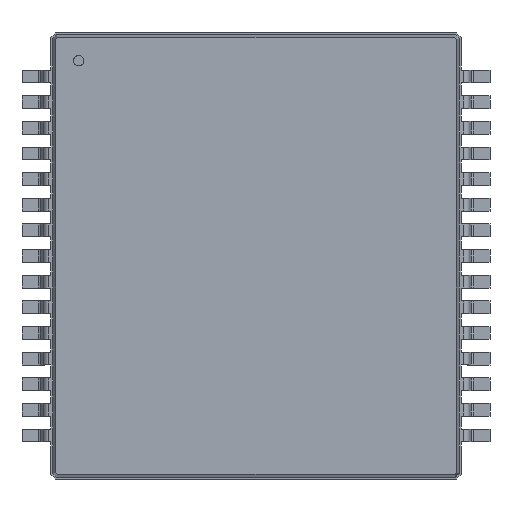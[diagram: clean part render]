
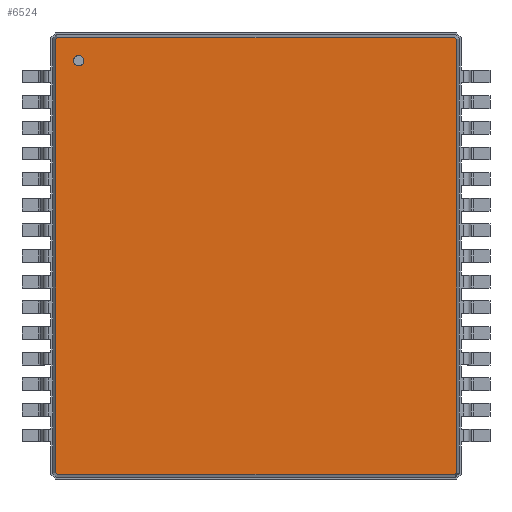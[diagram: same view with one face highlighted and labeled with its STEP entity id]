
A CAD part, top view. The second image highlights one B-rep face of the part: STEP entity #6524.
In plain terms, the highlighted planar face has unit normal (0, 0, 1).
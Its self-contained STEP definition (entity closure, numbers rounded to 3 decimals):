
#27=VECTOR('',#28,1.);
#28=DIRECTION('',(1.,0.,0.));
#51=VECTOR('',#52,1.);
#52=DIRECTION('',(0.707,-0.707,0.));
#58=VECTOR('',#59,1.);
#59=DIRECTION('',(0.,-1.,0.));
#65=VECTOR('',#66,1.);
#66=DIRECTION('',(-0.707,-0.707,0.));
#72=VECTOR('',#73,1.);
#73=DIRECTION('',(-1.,0.,0.));
#79=VECTOR('',#80,1.);
#80=DIRECTION('',(-0.707,0.707,0.));
#86=VECTOR('',#87,1.);
#87=DIRECTION('',(0.,1.,0.));
#91=VECTOR('',#92,1.);
#92=DIRECTION('',(0.707,0.707,0.));
#1792=DIRECTION('',(0.,0.,-1.));
#1915=VERTEX_POINT('',#1916);
#1916=CARTESIAN_POINT('',(-7.814,8.432,1.6));
#1919=EDGE_CURVE('',#1920,#1915,#1922,.T.);
#1920=VERTEX_POINT('',#1921);
#1921=CARTESIAN_POINT('',(-7.814,-8.432,1.6));
#1922=LINE('',#1921,#86);
#1933=VERTEX_POINT('',#1934);
#1934=CARTESIAN_POINT('',(-7.732,8.514,1.6));
#1937=EDGE_CURVE('',#1915,#1933,#1938,.T.);
#1938=LINE('',#1916,#91);
#1947=VERTEX_POINT('',#1948);
#1948=CARTESIAN_POINT('',(7.732,8.514,1.6));
#1951=EDGE_CURVE('',#1933,#1947,#1952,.T.);
#1952=LINE('',#1934,#27);
#1961=VERTEX_POINT('',#1962);
#1962=CARTESIAN_POINT('',(7.814,8.432,1.6));
#1965=EDGE_CURVE('',#1947,#1961,#1966,.T.);
#1966=LINE('',#1948,#51);
#2095=VERTEX_POINT('',#2096);
#2096=CARTESIAN_POINT('',(7.814,-8.432,1.6));
#2099=EDGE_CURVE('',#1961,#2095,#2100,.T.);
#2100=LINE('',#1962,#58);
#6524=ADVANCED_FACE('',(#6525,#6545),#6555,.F.);
#6525=FACE_BOUND('',#6526,.F.);
#6526=EDGE_LOOP('',(#6527,#6528,#6529,#6530,#6535,#6540,#6543,#6544));
#6527=ORIENTED_EDGE('',*,*,#1951,.T.);
#6528=ORIENTED_EDGE('',*,*,#1965,.T.);
#6529=ORIENTED_EDGE('',*,*,#2099,.T.);
#6530=ORIENTED_EDGE('',*,*,#6531,.T.);
#6531=EDGE_CURVE('',#2095,#6532,#6534,.T.);
#6532=VERTEX_POINT('',#6533);
#6533=CARTESIAN_POINT('',(7.732,-8.514,1.6));
#6534=LINE('',#2096,#65);
#6535=ORIENTED_EDGE('',*,*,#6536,.T.);
#6536=EDGE_CURVE('',#6532,#6537,#6539,.T.);
#6537=VERTEX_POINT('',#6538);
#6538=CARTESIAN_POINT('',(-7.732,-8.514,1.6));
#6539=LINE('',#6533,#72);
#6540=ORIENTED_EDGE('',*,*,#6541,.T.);
#6541=EDGE_CURVE('',#6537,#1920,#6542,.T.);
#6542=LINE('',#6538,#79);
#6543=ORIENTED_EDGE('',*,*,#1919,.T.);
#6544=ORIENTED_EDGE('',*,*,#1937,.T.);
#6545=FACE_BOUND('',#6546,.F.);
#6546=EDGE_LOOP('',(#6547));
#6547=ORIENTED_EDGE('',*,*,#6548,.F.);
#6548=EDGE_CURVE('',#6549,#6549,#6551,.T.);
#6549=VERTEX_POINT('',#6550);
#6550=CARTESIAN_POINT('',(-6.914,7.414,1.6));
#6551=CIRCLE('',#6552,0.2);
#6552=AXIS2_PLACEMENT_3D('',#6553,#6554,#59);
#6553=CARTESIAN_POINT('',(-6.914,7.614,1.6));
#6554=DIRECTION('',(0.,-0.,-1.));
#6555=PLANE('',#6556);
#6556=AXIS2_PLACEMENT_3D('',#1934,#1792,#6557);
#6557=DIRECTION('',(0.672,-0.74,0.));
